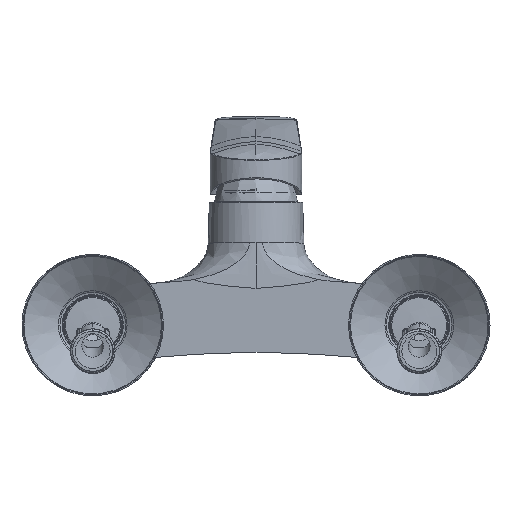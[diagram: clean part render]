
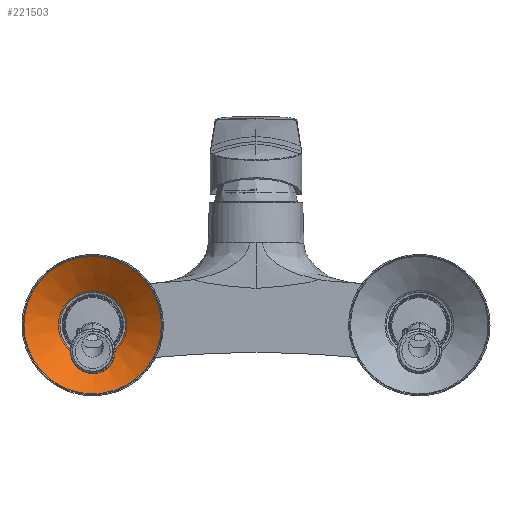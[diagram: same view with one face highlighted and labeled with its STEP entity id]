
A CAD part, left-side view. The second image highlights one B-rep face of the part: STEP entity #221503.
In plain terms, the highlighted conical face has half-angle 54.462 degrees and reference radius 23.331 mm.
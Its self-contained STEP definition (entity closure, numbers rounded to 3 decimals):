
#221418=CARTESIAN_POINT('',(-55.258,106.629,-0.186));
#221419=VERTEX_POINT('',#221418);
#221427=CARTESIAN_POINT('',(-55.258,138.348,-31.767));
#221428=VERTEX_POINT('',#221427);
#221429=CARTESIAN_POINT('',(-55.258,106.767,-31.767));
#221430=DIRECTION('',(-1.,0.,0.));
#221431=DIRECTION('',(0.,1.,-0.));
#221432=AXIS2_PLACEMENT_3D('',#221429,#221430,#221431);
#221433=CIRCLE('',#221432,31.581);
#221434=EDGE_CURVE('',#221428,#221419,#221433,.T.);
#221436=CARTESIAN_POINT('',(-55.258,106.767,-0.185));
#221437=VERTEX_POINT('',#221436);
#221438=CARTESIAN_POINT('',(-55.258,106.767,-31.767));
#221439=DIRECTION('',(-1.,0.,0.));
#221440=DIRECTION('',(0.,1.,-0.));
#221441=AXIS2_PLACEMENT_3D('',#221438,#221439,#221440);
#221442=CIRCLE('',#221441,31.581);
#221443=EDGE_CURVE('',#221437,#221428,#221442,.T.);
#221445=CARTESIAN_POINT('',(-55.258,106.767,-31.767));
#221446=DIRECTION('',(-1.,0.,0.));
#221447=DIRECTION('',(0.,1.,-0.));
#221448=AXIS2_PLACEMENT_3D('',#221445,#221446,#221447);
#221449=CIRCLE('',#221448,31.581);
#221450=EDGE_CURVE('',#221419,#221437,#221449,.T.);
#221459=CARTESIAN_POINT('',(-49.365,106.767,-31.767));
#221460=DIRECTION('',(-1.,0.,0.));
#221461=DIRECTION('',(0.,0.,1.));
#221462=AXIS2_PLACEMENT_3D('',#221459,#221460,#221461);
#221463=CONICAL_SURFACE('',#221462,23.331,54.462);
#221464=CARTESIAN_POINT('',(-43.473,106.767,-16.685));
#221465=VERTEX_POINT('',#221464);
#221466=CARTESIAN_POINT('',(-55.258,106.767,-0.185));
#221467=DIRECTION('',(0.581,-0.,-0.814));
#221468=VECTOR('',#221467,20.277);
#221469=LINE('',#221466,#221468);
#221470=EDGE_CURVE('',#221437,#221465,#221469,.T.);
#221471=ORIENTED_EDGE('',*,*,#221470,.F.);
#221472=ORIENTED_EDGE('',*,*,#221443,.T.);
#221473=ORIENTED_EDGE('',*,*,#221434,.T.);
#221474=ORIENTED_EDGE('',*,*,#221450,.T.);
#221475=ORIENTED_EDGE('',*,*,#221470,.T.);
#221476=CARTESIAN_POINT('',(-43.473,106.858,-46.848));
#221477=VERTEX_POINT('',#221476);
#221478=CARTESIAN_POINT('',(-43.473,106.767,-31.767));
#221479=DIRECTION('',(1.,-0.,-0.));
#221480=DIRECTION('',(0.,1.,-0.));
#221481=AXIS2_PLACEMENT_3D('',#221478,#221479,#221480);
#221482=CIRCLE('',#221481,15.081);
#221483=EDGE_CURVE('',#221465,#221477,#221482,.T.);
#221484=ORIENTED_EDGE('',*,*,#221483,.T.);
#221485=CARTESIAN_POINT('',(-43.473,121.848,-31.767));
#221486=VERTEX_POINT('',#221485);
#221487=CARTESIAN_POINT('',(-43.473,106.767,-31.767));
#221488=DIRECTION('',(1.,-0.,-0.));
#221489=DIRECTION('',(0.,1.,-0.));
#221490=AXIS2_PLACEMENT_3D('',#221487,#221488,#221489);
#221491=CIRCLE('',#221490,15.081);
#221492=EDGE_CURVE('',#221477,#221486,#221491,.T.);
#221493=ORIENTED_EDGE('',*,*,#221492,.T.);
#221494=CARTESIAN_POINT('',(-43.473,106.767,-31.767));
#221495=DIRECTION('',(1.,-0.,-0.));
#221496=DIRECTION('',(0.,1.,-0.));
#221497=AXIS2_PLACEMENT_3D('',#221494,#221495,#221496);
#221498=CIRCLE('',#221497,15.081);
#221499=EDGE_CURVE('',#221486,#221465,#221498,.T.);
#221500=ORIENTED_EDGE('',*,*,#221499,.T.);
#221501=EDGE_LOOP('',(#221471,#221472,#221473,#221474,#221475,#221484,#221493,#221500));
#221502=FACE_BOUND('',#221501,.T.);
#221503=ADVANCED_FACE('',(#221502),#221463,.F.);
